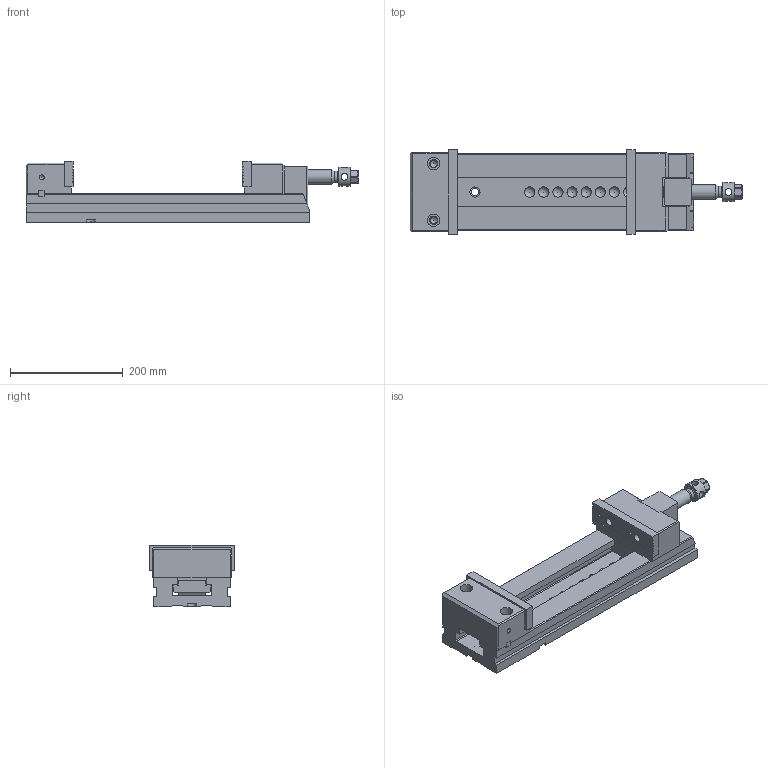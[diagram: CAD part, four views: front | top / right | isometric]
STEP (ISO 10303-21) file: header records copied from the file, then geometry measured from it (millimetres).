
FILE_DESCRIPTION(/* description */ (''),/* implementation_level */ '2;1');
FILE_NAME(/* name */ '29_150S_Mordaza.stp',/* time_stamp */ '2013-07-09T10:29:08+02:00',/* author */ (''),/* organization */ (''),/* preprocessor_version */ 'ST-DEVELOPER v11',/* originating_system */ 'SIEMENS PLM Software NX 7.5',/* authorisation */ '');
FILE_SCHEMA (('AUTOMOTIVE_DESIGN { 1 0 10303 214 1 1 1 1 }'));
Length unit declared in the file: millimetre
Products named in the file (1): 29_150S_Mordaza
Bounding box: 587.8 x 150 x 108 mm (x, y, z)
Volume: 3724332.3 mm3; surface area: 488254.1 mm2
Topology: 12 solids, 12 shells, 419 faces, 1148 edges, 759 vertices
Faces by surface type: plane 272, cylinder 89, cone 35, sphere 14, torus 9
Full cylindrical faces by diameter (mm): 4.351 x1, 5.188 x5, 6.985 x4, 8.4 x4, 8.782 x2, 10.579 x4, 12 x4, 12.376 x2, 13 x6, 14 x4, 15 x2, 16 x2, 16.5 x1, 18 x2, 19 x4, 20 x3, 21.25 x1, 22 x2, 26 x1, 30 x2, 33.8 x1, 34 x3
Entity records: 15499 total; most frequent: CARTESIAN_POINT 2482, DIRECTION 2028, ORIENTED_EDGE 1928, EDGE_CURVE 964, VERTEX_POINT 700, AXIS2_PLACEMENT_3D 686, LINE 656, VECTOR 656
